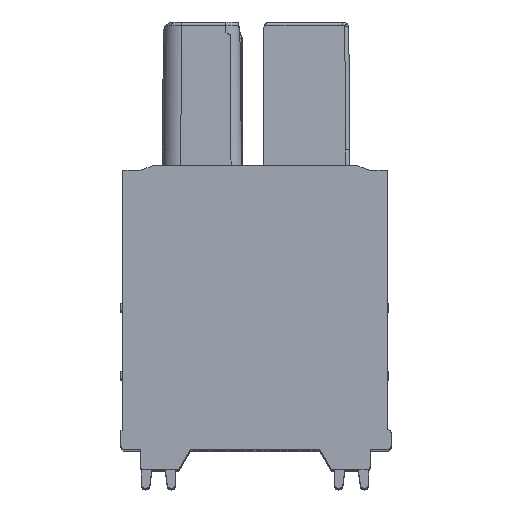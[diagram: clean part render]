
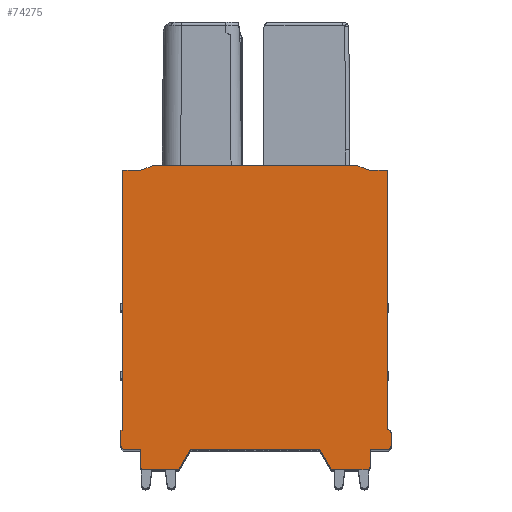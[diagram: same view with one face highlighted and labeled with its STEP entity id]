
A CAD part, top view. The second image highlights one B-rep face of the part: STEP entity #74275.
In plain terms, the highlighted planar face has unit normal (0, 0, 1).
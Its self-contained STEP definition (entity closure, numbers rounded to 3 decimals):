
#145=DIRECTION('',(0.,1.,0.));
#146=VECTOR('',#145,12.749);
#147=CARTESIAN_POINT('',(13.02,1.001,37.15));
#148=LINE('',#147,#146);
#3313=DIRECTION('',(0.,1.,0.));
#3314=VECTOR('',#3313,0.597);
#3315=CARTESIAN_POINT('',(13.21,0.2,37.15));
#3316=LINE('',#3315,#3314);
#3325=DIRECTION('',(1.,0.,0.));
#3326=VECTOR('',#3325,0.84);
#3327=CARTESIAN_POINT('',(12.17,0.,37.15));
#3328=LINE('',#3327,#3326);
#3725=DIRECTION('',(1.,0.,0.));
#3726=VECTOR('',#3725,6.365);
#3727=CARTESIAN_POINT('',(3.327,0.,37.15));
#3728=LINE('',#3727,#3726);
#10737=DIRECTION('',(0.,-1.,0.));
#10738=VECTOR('',#10737,12.789);
#10739=CARTESIAN_POINT('',(0.,13.75,37.15));
#10740=LINE('',#10739,#10738);
#13589=DIRECTION('',(-1.,0.,0.));
#13590=VECTOR('',#13589,0.873);
#13591=CARTESIAN_POINT('',(0.873,13.75,37.15));
#13592=LINE('',#13591,#13590);
#15643=DIRECTION('',(-1.,0.,0.));
#15644=VECTOR('',#15643,0.873);
#15645=CARTESIAN_POINT('',(13.02,13.75,37.15));
#15646=LINE('',#15645,#15644);
#15870=CARTESIAN_POINT('',(0.11,0.2,37.15));
#15871=DIRECTION('',(0.,0.,1.));
#15872=DIRECTION('',(-1.,0.,0.));
#15873=AXIS2_PLACEMENT_3D('',#15870,#15871,#15872);
#15875=DIRECTION('',(0.,1.,0.));
#15876=VECTOR('',#15875,0.737);
#15877=CARTESIAN_POINT('',(-0.09,0.2,37.15));
#15878=LINE('',#15877,#15876);
#15879=DIRECTION('',(0.966,0.259,0.));
#15880=VECTOR('',#15879,0.093);
#15881=CARTESIAN_POINT('',(-0.09,0.937,37.15));
#15882=LINE('',#15881,#15880);
#15883=DIRECTION('',(0.94,0.342,0.));
#15884=VECTOR('',#15883,0.731);
#15885=CARTESIAN_POINT('',(0.873,13.75,37.15));
#15886=LINE('',#15885,#15884);
#15887=DIRECTION('',(1.,0.,0.));
#15888=VECTOR('',#15887,9.9);
#15889=CARTESIAN_POINT('',(1.56,14.,37.15));
#15890=LINE('',#15889,#15888);
#15891=DIRECTION('',(0.94,-0.342,0.));
#15892=VECTOR('',#15891,0.731);
#15893=CARTESIAN_POINT('',(11.46,14.,37.15));
#15894=LINE('',#15893,#15892);
#15895=DIRECTION('',(0.966,-0.259,0.));
#15896=VECTOR('',#15895,0.043);
#15897=CARTESIAN_POINT('',(13.02,1.001,37.15));
#15898=LINE('',#15897,#15896);
#15899=CARTESIAN_POINT('',(13.01,0.797,37.15));
#15900=DIRECTION('',(0.,0.,-1.));
#15901=DIRECTION('',(0.259,0.966,0.));
#15902=AXIS2_PLACEMENT_3D('',#15899,#15900,#15901);
#15904=CARTESIAN_POINT('',(13.01,0.2,37.15));
#15905=DIRECTION('',(0.,0.,-1.));
#15906=DIRECTION('',(1.,0.,0.));
#15907=AXIS2_PLACEMENT_3D('',#15904,#15905,#15906);
#15909=DIRECTION('',(0.,-1.,0.));
#15910=VECTOR('',#15909,0.8);
#15911=CARTESIAN_POINT('',(12.17,0.,37.15));
#15912=LINE('',#15911,#15910);
#15913=CARTESIAN_POINT('',(11.97,-0.8,37.15));
#15914=DIRECTION('',(0.,0.,-1.));
#15915=DIRECTION('',(1.,0.,0.));
#15916=AXIS2_PLACEMENT_3D('',#15913,#15914,#15915);
#15918=DIRECTION('',(-1.,0.,0.));
#15919=VECTOR('',#15918,1.585);
#15920=CARTESIAN_POINT('',(11.97,-1.,37.15));
#15921=LINE('',#15920,#15919);
#15922=CARTESIAN_POINT('',(10.385,-0.8,37.15));
#15923=DIRECTION('',(0.,0.,-1.));
#15924=DIRECTION('',(0.,-1.,0.));
#15925=AXIS2_PLACEMENT_3D('',#15922,#15923,#15924);
#15927=DIRECTION('',(-0.5,0.866,0.));
#15928=VECTOR('',#15927,1.039);
#15929=CARTESIAN_POINT('',(10.212,-0.9,37.15));
#15930=LINE('',#15929,#15928);
#15931=DIRECTION('',(-0.5,-0.866,0.));
#15932=VECTOR('',#15931,1.039);
#15933=CARTESIAN_POINT('',(3.327,0.,37.15));
#15934=LINE('',#15933,#15932);
#15935=CARTESIAN_POINT('',(2.635,-0.8,37.15));
#15936=DIRECTION('',(0.,0.,-1.));
#15937=DIRECTION('',(0.866,-0.5,0.));
#15938=AXIS2_PLACEMENT_3D('',#15935,#15936,#15937);
#15940=DIRECTION('',(-1.,0.,0.));
#15941=VECTOR('',#15940,1.585);
#15942=CARTESIAN_POINT('',(2.635,-1.,37.15));
#15943=LINE('',#15942,#15941);
#15944=CARTESIAN_POINT('',(1.05,-0.8,37.15));
#15945=DIRECTION('',(0.,0.,-1.));
#15946=DIRECTION('',(0.,-1.,0.));
#15947=AXIS2_PLACEMENT_3D('',#15944,#15945,#15946);
#15949=DIRECTION('',(0.,1.,0.));
#15950=VECTOR('',#15949,0.8);
#15951=CARTESIAN_POINT('',(0.85,-0.8,37.15));
#15952=LINE('',#15951,#15950);
#15953=DIRECTION('',(-1.,0.,0.));
#15954=VECTOR('',#15953,0.74);
#15955=CARTESIAN_POINT('',(0.85,0.,37.15));
#15956=LINE('',#15955,#15954);
#44089=CARTESIAN_POINT('',(13.02,1.001,37.15));
#44090=CARTESIAN_POINT('',(13.02,13.75,37.15));
#44091=VERTEX_POINT('',#44089);
#44092=VERTEX_POINT('',#44090);
#44187=CARTESIAN_POINT('',(12.147,13.75,37.15));
#44188=VERTEX_POINT('',#44187);
#44189=CARTESIAN_POINT('',(11.46,14.,37.15));
#44190=VERTEX_POINT('',#44189);
#44191=CARTESIAN_POINT('',(1.56,14.,37.15));
#44192=VERTEX_POINT('',#44191);
#44452=CARTESIAN_POINT('',(0.873,13.75,37.15));
#44453=VERTEX_POINT('',#44452);
#44454=CARTESIAN_POINT('',(0.,13.75,37.15));
#44455=VERTEX_POINT('',#44454);
#44478=CARTESIAN_POINT('',(0.,0.961,37.15));
#44479=VERTEX_POINT('',#44478);
#44553=CARTESIAN_POINT('',(0.85,0.,37.15));
#44555=VERTEX_POINT('',#44553);
#44566=CARTESIAN_POINT('',(3.327,0.,37.15));
#44567=VERTEX_POINT('',#44566);
#44568=CARTESIAN_POINT('',(9.693,0.,37.15));
#44569=VERTEX_POINT('',#44568);
#44636=CARTESIAN_POINT('',(12.17,0.,37.15));
#44637=VERTEX_POINT('',#44636);
#44638=CARTESIAN_POINT('',(13.01,0.,37.15));
#44639=VERTEX_POINT('',#44638);
#44640=CARTESIAN_POINT('',(13.21,0.2,37.15));
#44641=VERTEX_POINT('',#44640);
#44642=CARTESIAN_POINT('',(13.21,0.797,37.15));
#44643=VERTEX_POINT('',#44642);
#44644=CARTESIAN_POINT('',(13.062,0.99,37.15));
#44645=VERTEX_POINT('',#44644);
#44646=CARTESIAN_POINT('',(12.17,-0.8,37.15));
#44647=VERTEX_POINT('',#44646);
#44648=CARTESIAN_POINT('',(11.97,-1.,37.15));
#44649=VERTEX_POINT('',#44648);
#44650=CARTESIAN_POINT('',(10.385,-1.,37.15));
#44651=VERTEX_POINT('',#44650);
#44652=CARTESIAN_POINT('',(10.212,-0.9,37.15));
#44653=VERTEX_POINT('',#44652);
#44654=CARTESIAN_POINT('',(2.808,-0.9,37.15));
#44655=VERTEX_POINT('',#44654);
#44656=CARTESIAN_POINT('',(2.635,-1.,37.15));
#44657=VERTEX_POINT('',#44656);
#44658=CARTESIAN_POINT('',(1.05,-1.,37.15));
#44659=VERTEX_POINT('',#44658);
#44660=CARTESIAN_POINT('',(0.85,-0.8,37.15));
#44661=VERTEX_POINT('',#44660);
#44838=CARTESIAN_POINT('',(-0.09,0.937,37.15));
#44839=VERTEX_POINT('',#44838);
#44840=CARTESIAN_POINT('',(-0.09,0.2,37.15));
#44841=CARTESIAN_POINT('',(0.11,0.,37.15));
#44842=VERTEX_POINT('',#44840);
#44843=VERTEX_POINT('',#44841);
#74231=CARTESIAN_POINT('',(0.,0.,37.15));
#74232=DIRECTION('',(0.,0.,1.));
#74233=DIRECTION('',(1.,0.,0.));
#74234=AXIS2_PLACEMENT_3D('',#74231,#74232,#74233);
#74235=PLANE('',#74234);
#74236=ORIENTED_EDGE('',*,*,#67507,.F.);
#74237=ORIENTED_EDGE('',*,*,#67522,.T.);
#74238=ORIENTED_EDGE('',*,*,#67537,.T.);
#74239=ORIENTED_EDGE('',*,*,#67568,.F.);
#74240=ORIENTED_EDGE('',*,*,#72663,.F.);
#74241=ORIENTED_EDGE('',*,*,#72781,.T.);
#74242=ORIENTED_EDGE('',*,*,#72796,.T.);
#74243=ORIENTED_EDGE('',*,*,#73919,.T.);
#74244=ORIENTED_EDGE('',*,*,#73944,.F.);
#74245=ORIENTED_EDGE('',*,*,#53287,.F.);
#74246=ORIENTED_EDGE('',*,*,#58323,.T.);
#74247=ORIENTED_EDGE('',*,*,#58338,.T.);
#74248=ORIENTED_EDGE('',*,*,#58353,.F.);
#74249=ORIENTED_EDGE('',*,*,#58368,.T.);
#74250=ORIENTED_EDGE('',*,*,#58387,.F.);
#74252=ORIENTED_EDGE('',*,*,#74251,.T.);
#74254=ORIENTED_EDGE('',*,*,#74253,.T.);
#74256=ORIENTED_EDGE('',*,*,#74255,.T.);
#74258=ORIENTED_EDGE('',*,*,#74257,.T.);
#74260=ORIENTED_EDGE('',*,*,#74259,.T.);
#74261=ORIENTED_EDGE('',*,*,#58617,.F.);
#74263=ORIENTED_EDGE('',*,*,#74262,.T.);
#74265=ORIENTED_EDGE('',*,*,#74264,.T.);
#74267=ORIENTED_EDGE('',*,*,#74266,.T.);
#74269=ORIENTED_EDGE('',*,*,#74268,.T.);
#74271=ORIENTED_EDGE('',*,*,#74270,.T.);
#74272=ORIENTED_EDGE('',*,*,#67437,.T.);
#74273=EDGE_LOOP('',(#74236,#74237,#74238,#74239,#74240,#74241,#74242,#74243,
#74244,#74245,#74246,#74247,#74248,#74249,#74250,#74252,#74254,#74256,#74258,
#74260,#74261,#74263,#74265,#74267,#74269,#74271,#74272));
#74274=FACE_OUTER_BOUND('',#74273,.F.);
#74275=ADVANCED_FACE('',(#74274),#74235,.T.);
#15874=CIRCLE('',#15873,0.2);
#15903=CIRCLE('',#15902,0.2);
#15908=CIRCLE('',#15907,0.2);
#15917=CIRCLE('',#15916,0.2);
#15926=CIRCLE('',#15925,0.2);
#15939=CIRCLE('',#15938,0.2);
#15948=CIRCLE('',#15947,0.2);
#53287=EDGE_CURVE('',#44091,#44092,#148,.T.);
#58323=EDGE_CURVE('',#44091,#44645,#15898,.T.);
#58338=EDGE_CURVE('',#44645,#44643,#15903,.T.);
#58353=EDGE_CURVE('',#44641,#44643,#3316,.T.);
#58368=EDGE_CURVE('',#44641,#44639,#15908,.T.);
#58387=EDGE_CURVE('',#44637,#44639,#3328,.T.);
#58617=EDGE_CURVE('',#44567,#44569,#3728,.T.);
#67437=EDGE_CURVE('',#44555,#44843,#15956,.T.);
#67507=EDGE_CURVE('',#44842,#44843,#15874,.T.);
#67522=EDGE_CURVE('',#44842,#44839,#15878,.T.);
#67537=EDGE_CURVE('',#44839,#44479,#15882,.T.);
#67568=EDGE_CURVE('',#44455,#44479,#10740,.T.);
#72663=EDGE_CURVE('',#44453,#44455,#13592,.T.);
#72781=EDGE_CURVE('',#44453,#44192,#15886,.T.);
#72796=EDGE_CURVE('',#44192,#44190,#15890,.T.);
#73919=EDGE_CURVE('',#44190,#44188,#15894,.T.);
#73944=EDGE_CURVE('',#44092,#44188,#15646,.T.);
#74251=EDGE_CURVE('',#44637,#44647,#15912,.T.);
#74253=EDGE_CURVE('',#44647,#44649,#15917,.T.);
#74255=EDGE_CURVE('',#44649,#44651,#15921,.T.);
#74257=EDGE_CURVE('',#44651,#44653,#15926,.T.);
#74259=EDGE_CURVE('',#44653,#44569,#15930,.T.);
#74262=EDGE_CURVE('',#44567,#44655,#15934,.T.);
#74264=EDGE_CURVE('',#44655,#44657,#15939,.T.);
#74266=EDGE_CURVE('',#44657,#44659,#15943,.T.);
#74268=EDGE_CURVE('',#44659,#44661,#15948,.T.);
#74270=EDGE_CURVE('',#44661,#44555,#15952,.T.);
